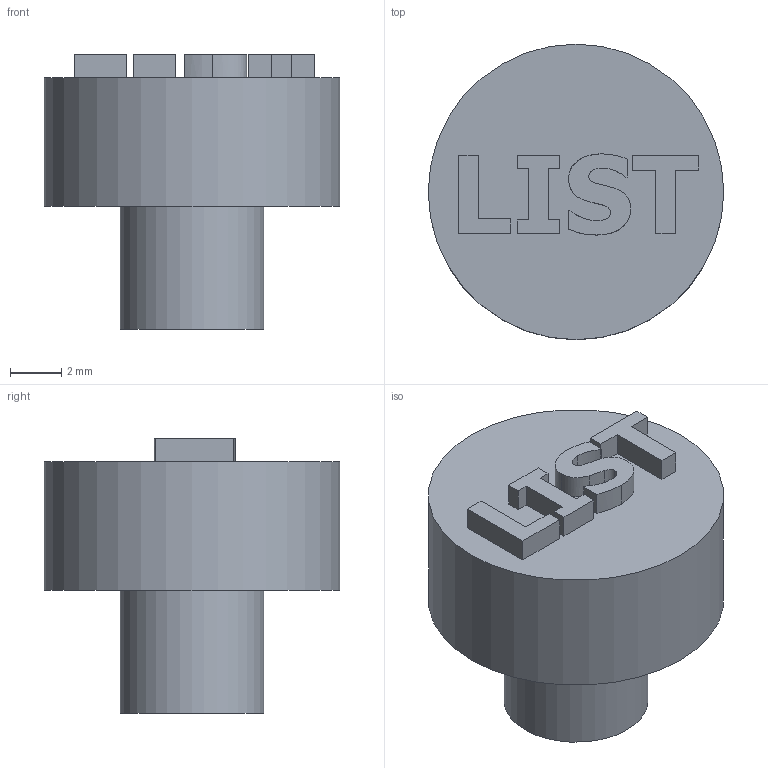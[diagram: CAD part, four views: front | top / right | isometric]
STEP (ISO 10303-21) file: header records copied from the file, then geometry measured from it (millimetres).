
FILE_DESCRIPTION(/* description */ (''),/* implementation_level */ '2;1');
FILE_NAME(/* name */ 'Inventor Designs And STL''s\IPC List key.stp',/* time_stamp */ '2022-01-09T00:54:02-05:00',/* author */ ('solor'),/* organization */ (''),/* preprocessor_version */ 'ST-DEVELOPER v18.1',/* originating_system */ 'Autodesk Inventor 2022',/* authorisation */ '');
FILE_SCHEMA (('AUTOMOTIVE_DESIGN { 1 0 10303 214 3 1 1 }'));
Length unit declared in the file: millimetre
Products named in the file (1): IPC List key
Bounding box: 11.5 x 11.5 x 10.7 mm (x, y, z)
Volume: 606.8 mm3; surface area: 593.8 mm2
Topology: 1 solids, 1 shells, 68 faces, 180 edges, 120 vertices
Faces by surface type: plane 50, bspline 16, cylinder 2
Full cylindrical faces by diameter (mm): 5.6 x1, 11.5 x1
Entity records: 2216 total; most frequent: CARTESIAN_POINT 578, ORIENTED_EDGE 360, DIRECTION 258, EDGE_CURVE 180, LINE 144, VECTOR 144, VERTEX_POINT 120, EDGE_LOOP 74
